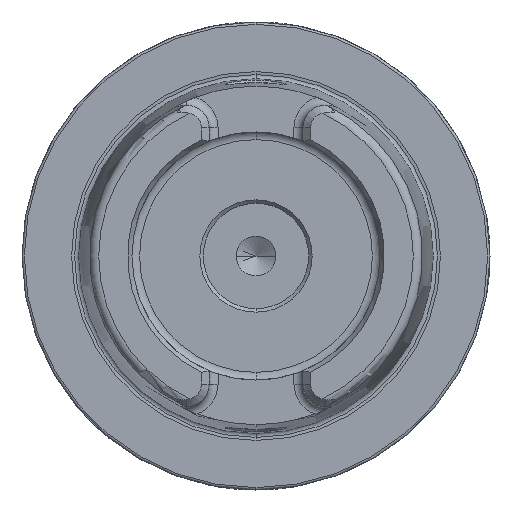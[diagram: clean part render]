
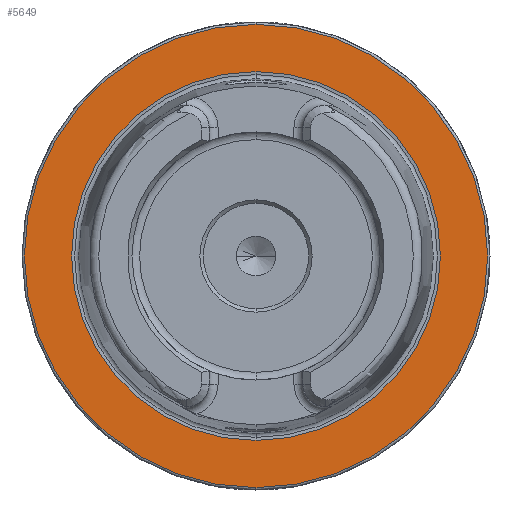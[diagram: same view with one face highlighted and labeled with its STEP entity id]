
A CAD part, left-side view. The second image highlights one B-rep face of the part: STEP entity #5649.
In plain terms, the highlighted planar face has unit normal (-1, 0, 0).
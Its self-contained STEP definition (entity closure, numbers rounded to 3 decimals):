
#1121 = CARTESIAN_POINT ( 'NONE',  ( 0., 0., 49.5 ) ) ;
#2728 = AXIS2_PLACEMENT_3D ( 'NONE', #18036, #7733, #26723 ) ;
#3706 = ORIENTED_EDGE ( 'NONE', *, *, #18160, .T. ) ;
#4076 = ORIENTED_EDGE ( 'NONE', *, *, #21909, .T. ) ;
#4166 = EDGE_LOOP ( 'NONE', ( #3706, #4076 ) ) ;
#4537 = FACE_BOUND ( 'NONE', #21126, .T. ) ;
#5200 = DIRECTION ( 'NONE',  ( 0., 0., 1. ) ) ;
#5333 = DIRECTION ( 'NONE',  ( -1., 0., 0. ) ) ;
#5649 = ADVANCED_FACE ( 'NONE', ( #4537, #6257 ), #21758, .F. ) ;
#6176 = CARTESIAN_POINT ( 'NONE',  ( 0., 0., -49.5 ) ) ;
#6257 = FACE_OUTER_BOUND ( 'NONE', #4166, .T. ) ;
#7272 = VERTEX_POINT ( 'NONE', #22984 ) ;
#7733 = DIRECTION ( 'NONE',  ( -1., 0., 0. ) ) ;
#8976 = CIRCLE ( 'NONE', #16726, 49.5 ) ;
#9416 = DIRECTION ( 'NONE',  ( -1., 0., 0. ) ) ;
#10674 = AXIS2_PLACEMENT_3D ( 'NONE', #15029, #23712, #15446 ) ;
#13837 = CARTESIAN_POINT ( 'NONE',  ( 0., 0., 0. ) ) ;
#15029 = CARTESIAN_POINT ( 'NONE',  ( 0., 0., 0. ) ) ;
#15221 = CIRCLE ( 'NONE', #10674, 49.5 ) ;
#15446 = DIRECTION ( 'NONE',  ( 0., 0., 1. ) ) ;
#15699 = EDGE_CURVE ( 'NONE', #7272, #25927, #18674, .T. ) ;
#15932 = VERTEX_POINT ( 'NONE', #6176 ) ;
#16170 = CARTESIAN_POINT ( 'NONE',  ( 0., 0., 0. ) ) ;
#16726 = AXIS2_PLACEMENT_3D ( 'NONE', #13837, #9416, #26815 ) ;
#17652 = DIRECTION ( 'NONE',  ( 1., 0., 0. ) ) ;
#17744 = CIRCLE ( 'NONE', #27305, 39.405 ) ;
#18036 = CARTESIAN_POINT ( 'NONE',  ( 0., 0., 0. ) ) ;
#18160 = EDGE_CURVE ( 'NONE', #26732, #15932, #15221, .T. ) ;
#18199 = ORIENTED_EDGE ( 'NONE', *, *, #15699, .F. ) ;
#18674 = CIRCLE ( 'NONE', #2728, 39.405 ) ;
#19396 = ORIENTED_EDGE ( 'NONE', *, *, #24863, .F. ) ;
#21126 = EDGE_LOOP ( 'NONE', ( #19396, #18199 ) ) ;
#21758 = PLANE ( 'NONE',  #22047 ) ;
#21909 = EDGE_CURVE ( 'NONE', #15932, #26732, #8976, .T. ) ;
#22047 = AXIS2_PLACEMENT_3D ( 'NONE', #28206, #17652, #23774 ) ;
#22984 = CARTESIAN_POINT ( 'NONE',  ( 0., 0., -39.405 ) ) ;
#23712 = DIRECTION ( 'NONE',  ( -1., 0., 0. ) ) ;
#23774 = DIRECTION ( 'NONE',  ( 0., 0., -1. ) ) ;
#24863 = EDGE_CURVE ( 'NONE', #25927, #7272, #17744, .T. ) ;
#25143 = CARTESIAN_POINT ( 'NONE',  ( 0., 0., 39.405 ) ) ;
#25927 = VERTEX_POINT ( 'NONE', #25143 ) ;
#26723 = DIRECTION ( 'NONE',  ( 0., 0., 1. ) ) ;
#26732 = VERTEX_POINT ( 'NONE', #1121 ) ;
#26815 = DIRECTION ( 'NONE',  ( 0., 0., 1. ) ) ;
#27305 = AXIS2_PLACEMENT_3D ( 'NONE', #16170, #5333, #5200 ) ;
#28206 = CARTESIAN_POINT ( 'NONE',  ( 0., 49.5, 0. ) ) ;
